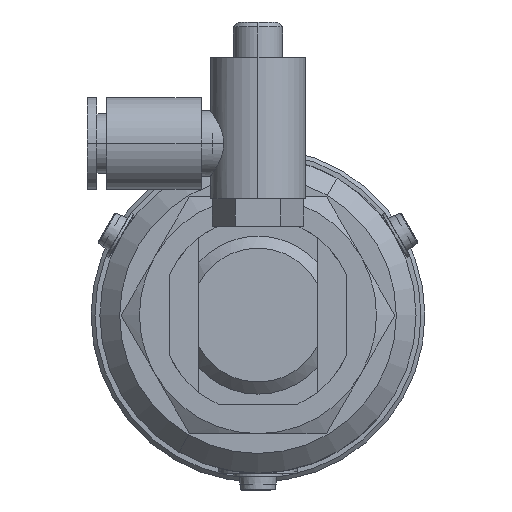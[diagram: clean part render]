
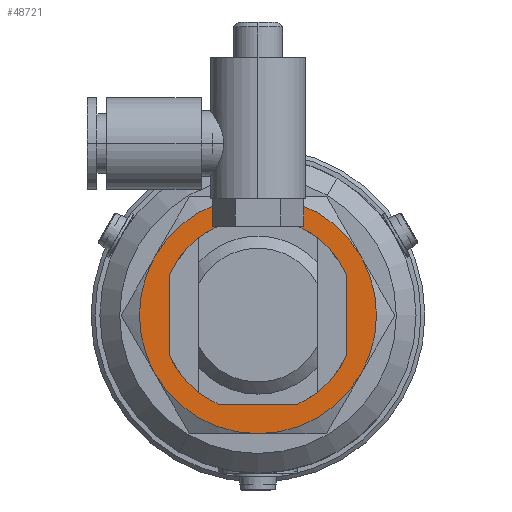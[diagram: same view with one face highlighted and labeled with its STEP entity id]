
A CAD part, front view. The second image highlights one B-rep face of the part: STEP entity #48721.
In plain terms, the highlighted face is planar.
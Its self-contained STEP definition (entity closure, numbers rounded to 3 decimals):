
#1481 = EDGE_CURVE ( 'NONE', #35376, #2371, #34513, .T. ) ;
#1701 = DIRECTION ( 'NONE',  ( -1., 0., 0. ) ) ;
#2371 = VERTEX_POINT ( 'NONE', #9457 ) ;
#4066 = CIRCLE ( 'NONE', #27235, 12. ) ;
#4167 = VERTEX_POINT ( 'NONE', #10893 ) ;
#5242 = EDGE_CURVE ( 'NONE', #49298, #35376, #64610, .T. ) ;
#5470 = EDGE_CURVE ( 'NONE', #26783, #54801, #34800, .T. ) ;
#7695 = DIRECTION ( 'NONE',  ( 0., 0., 1. ) ) ;
#7908 = PLANE ( 'NONE',  #33840 ) ;
#8431 = ORIENTED_EDGE ( 'NONE', *, *, #5242, .F. ) ;
#9457 = CARTESIAN_POINT ( 'NONE',  ( 12., 0., -8. ) ) ;
#10361 = EDGE_LOOP ( 'NONE', ( #66186, #52040, #59060, #54406, #31311, #8431 ) ) ;
#10442 = DIRECTION ( 'NONE',  ( -1., 0., 0. ) ) ;
#10806 = DIRECTION ( 'NONE',  ( 0., 0., 1. ) ) ;
#10893 = CARTESIAN_POINT ( 'NONE',  ( 6., 10.392, -8. ) ) ;
#11762 = CARTESIAN_POINT ( 'NONE',  ( -6., -10.392, -8. ) ) ;
#12155 = ORIENTED_EDGE ( 'NONE', *, *, #65950, .T. ) ;
#12808 = CARTESIAN_POINT ( 'NONE',  ( 0., 0., -8. ) ) ;
#13097 = CARTESIAN_POINT ( 'NONE',  ( 0., 0., -8. ) ) ;
#15660 = DIRECTION ( 'NONE',  ( 1., 0., 0. ) ) ;
#16663 = DIRECTION ( 'NONE',  ( 0., 0., 1. ) ) ;
#17011 = CARTESIAN_POINT ( 'NONE',  ( 0., 0., -8. ) ) ;
#17096 = CARTESIAN_POINT ( 'NONE',  ( 6., -10.392, -8. ) ) ;
#17259 = CARTESIAN_POINT ( 'NONE',  ( -8., 0., -8. ) ) ;
#23011 = CIRCLE ( 'NONE', #53898, 12. ) ;
#23416 = CARTESIAN_POINT ( 'NONE',  ( 8., 0., -8. ) ) ;
#26172 = AXIS2_PLACEMENT_3D ( 'NONE', #17011, #47729, #10442 ) ;
#26693 = CIRCLE ( 'NONE', #48753, 8. ) ;
#26783 = VERTEX_POINT ( 'NONE', #17259 ) ;
#27235 = AXIS2_PLACEMENT_3D ( 'NONE', #41910, #10806, #15660 ) ;
#27270 = CARTESIAN_POINT ( 'NONE',  ( -6., 10.392, -8. ) ) ;
#29250 = AXIS2_PLACEMENT_3D ( 'NONE', #12808, #34546, #49063 ) ;
#29304 = DIRECTION ( 'NONE',  ( 0., 0., -1. ) ) ;
#31311 = ORIENTED_EDGE ( 'NONE', *, *, #1481, .F. ) ;
#32590 = ORIENTED_EDGE ( 'NONE', *, *, #5470, .T. ) ;
#33840 = AXIS2_PLACEMENT_3D ( 'NONE', #65306, #29304, #1701 ) ;
#34176 = DIRECTION ( 'NONE',  ( 0., 0., 1. ) ) ;
#34513 = CIRCLE ( 'NONE', #43314, 12. ) ;
#34546 = DIRECTION ( 'NONE',  ( 0., 0., 1. ) ) ;
#34671 = EDGE_CURVE ( 'NONE', #2371, #4167, #4066, .T. ) ;
#34800 = CIRCLE ( 'NONE', #29250, 8. ) ;
#35376 = VERTEX_POINT ( 'NONE', #17096 ) ;
#36985 = AXIS2_PLACEMENT_3D ( 'NONE', #64388, #42928, #42251 ) ;
#37800 = CARTESIAN_POINT ( 'NONE',  ( 0., 0., -8. ) ) ;
#39777 = CARTESIAN_POINT ( 'NONE',  ( -12., 0., -8. ) ) ;
#41492 = CIRCLE ( 'NONE', #58047, 12. ) ;
#41910 = CARTESIAN_POINT ( 'NONE',  ( 0., 0., -8. ) ) ;
#42251 = DIRECTION ( 'NONE',  ( -1., 0., 0. ) ) ;
#42928 = DIRECTION ( 'NONE',  ( 0., 0., 1. ) ) ;
#43314 = AXIS2_PLACEMENT_3D ( 'NONE', #59485, #16663, #64349 ) ;
#44075 = EDGE_CURVE ( 'NONE', #4167, #64201, #41492, .T. ) ;
#45180 = CARTESIAN_POINT ( 'NONE',  ( 0., 0., -8. ) ) ;
#47302 = EDGE_CURVE ( 'NONE', #65391, #49298, #55974, .T. ) ;
#47729 = DIRECTION ( 'NONE',  ( 0., 0., 1. ) ) ;
#48721 = ADVANCED_FACE ( 'NONE', ( #54911, #59760 ), #7908, .T. ) ;
#48753 = AXIS2_PLACEMENT_3D ( 'NONE', #45180, #50385, #60438 ) ;
#49063 = DIRECTION ( 'NONE',  ( -1., 0., 0. ) ) ;
#49298 = VERTEX_POINT ( 'NONE', #11762 ) ;
#50178 = DIRECTION ( 'NONE',  ( -1., 0., 0. ) ) ;
#50385 = DIRECTION ( 'NONE',  ( 0., 0., 1. ) ) ;
#52040 = ORIENTED_EDGE ( 'NONE', *, *, #52561, .F. ) ;
#52561 = EDGE_CURVE ( 'NONE', #64201, #65391, #23011, .T. ) ;
#53898 = AXIS2_PLACEMENT_3D ( 'NONE', #37800, #7695, #50178 ) ;
#54406 = ORIENTED_EDGE ( 'NONE', *, *, #34671, .F. ) ;
#54801 = VERTEX_POINT ( 'NONE', #23416 ) ;
#54911 = FACE_OUTER_BOUND ( 'NONE', #10361, .T. ) ;
#55563 = DIRECTION ( 'NONE',  ( -1., 0., 0. ) ) ;
#55974 = CIRCLE ( 'NONE', #26172, 12. ) ;
#58047 = AXIS2_PLACEMENT_3D ( 'NONE', #13097, #34176, #55563 ) ;
#59060 = ORIENTED_EDGE ( 'NONE', *, *, #44075, .F. ) ;
#59485 = CARTESIAN_POINT ( 'NONE',  ( 0., 0., -8. ) ) ;
#59760 = FACE_BOUND ( 'NONE', #60939, .T. ) ;
#60438 = DIRECTION ( 'NONE',  ( -1., 0., 0. ) ) ;
#60939 = EDGE_LOOP ( 'NONE', ( #12155, #32590 ) ) ;
#64201 = VERTEX_POINT ( 'NONE', #27270 ) ;
#64349 = DIRECTION ( 'NONE',  ( -1., 0., 0. ) ) ;
#64388 = CARTESIAN_POINT ( 'NONE',  ( 0., 0., -8. ) ) ;
#64610 = CIRCLE ( 'NONE', #36985, 12. ) ;
#65306 = CARTESIAN_POINT ( 'NONE',  ( 0., 13.856, -8. ) ) ;
#65391 = VERTEX_POINT ( 'NONE', #39777 ) ;
#65950 = EDGE_CURVE ( 'NONE', #54801, #26783, #26693, .T. ) ;
#66186 = ORIENTED_EDGE ( 'NONE', *, *, #47302, .F. ) ;
